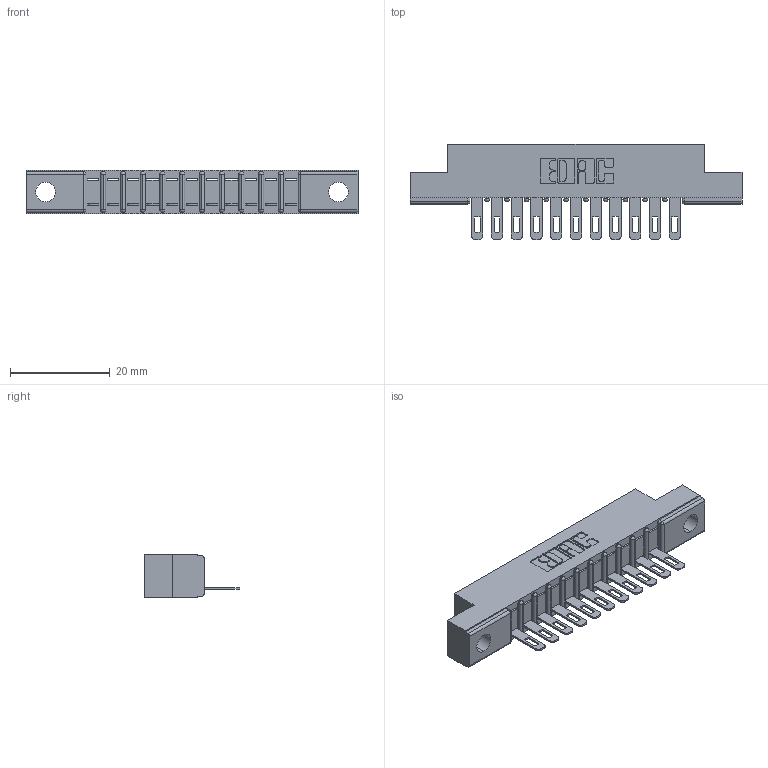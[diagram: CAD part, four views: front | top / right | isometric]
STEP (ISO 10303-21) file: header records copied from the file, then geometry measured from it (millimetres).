
FILE_DESCRIPTION (( 'STEP AP203' ), '1' );
FILE_NAME ('307-011-505-104.STEP', '2019-09-03T15:12:19', ( '' ), ( '' ), 'SwSTEP 2.0', 'SolidWorks 2016', '' );
FILE_SCHEMA (( 'CONFIG_CONTROL_DESIGN' ));
Length unit declared in the file: inch
Products named in the file (3): 307-011-505-104; 307-290-001_505; 307 Part_.156 Dia Mounting Holes
Assembly tree (12 placements, depth 2):
  307-011-505-104
    307 Part_.156 Dia Mounting Holes
    307-290-001_505  x11
Bounding box: 66.6 x 19.18 x 8.71 mm (x, y, z)
Volume: 4141.2 mm3; surface area: 5966.2 mm2
Topology: 12 solids, 12 shells, 760 faces, 2141 edges, 1378 vertices
Faces by surface type: plane 480, cylinder 256, sphere 24
Entity records: 13644 total; most frequent: CARTESIAN_POINT 2290, ORIENTED_EDGE 2274, DIRECTION 2239, EDGE_CURVE 1137, VECTOR 865, LINE 865, VERTEX_POINT 738, AXIS2_PLACEMENT_3D 687
